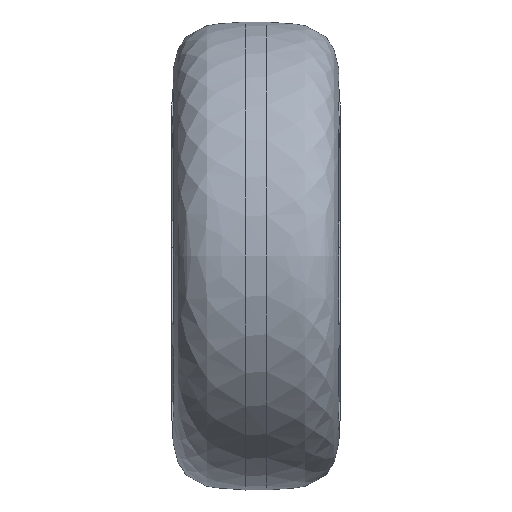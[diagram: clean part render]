
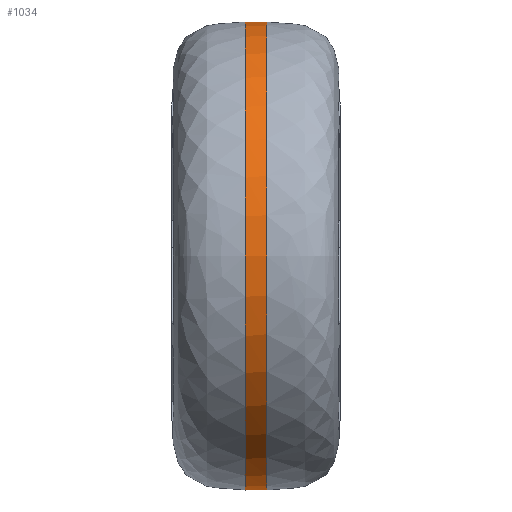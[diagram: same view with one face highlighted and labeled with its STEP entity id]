
A CAD part, front view. The second image highlights one B-rep face of the part: STEP entity #1034.
In plain terms, the highlighted cylindrical face has radius 221.947 mm (diameter 443.895 mm), a full revolution.
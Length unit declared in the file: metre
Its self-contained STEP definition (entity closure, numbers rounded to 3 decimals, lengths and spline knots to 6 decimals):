
#51=CYLINDRICAL_SURFACE('',#1115,0.221947);
#91=B_SPLINE_CURVE_WITH_KNOTS('',3,(#1775,#1776,#1777,#1778,#1779,#1780,
#1781,#1782,#1783,#1784,#1785,#1786,#1787,#1788,#1789,#1790,#1791,#1792,
#1793,#1794,#1795,#1796,#1797,#1798,#1799,#1800,#1801,#1802,#1803,#1804,
#1805,#1806,#1807,#1808,#1809),.UNSPECIFIED.,.T.,.F.,(1,1,1,1,1,1,1,1,1,
1,1,1,1,1,1,1,1,1,1,1,1,1,1,1,1,1,1,1,1,1,1,1,1,1,1,1,1,1,1),(-0.09375,
-0.0625,-0.03125,0.,0.03125,0.0625,0.09375,0.125,0.15625,0.1875,0.21875,
0.25,0.28125,0.3125,0.34375,0.375,0.40625,0.4375,0.46875,0.5,0.53125,0.5625,
0.59375,0.625,0.65625,0.6875,0.71875,0.75,0.78125,0.8125,0.84375,0.875,
0.90625,0.9375,0.96875,1.,1.03125,1.0625,1.09375),.UNSPECIFIED.);
#92=B_SPLINE_CURVE_WITH_KNOTS('',3,(#1811,#1812,#1813,#1814,#1815,#1816,
#1817,#1818,#1819,#1820,#1821,#1822,#1823,#1824,#1825,#1826,#1827,#1828,
#1829,#1830,#1831,#1832,#1833,#1834,#1835,#1836,#1837,#1838,#1839,#1840,
#1841,#1842,#1843,#1844,#1845),.UNSPECIFIED.,.T.,.F.,(1,1,1,1,1,1,1,1,1,
1,1,1,1,1,1,1,1,1,1,1,1,1,1,1,1,1,1,1,1,1,1,1,1,1,1,1,1,1,1),(-0.09375,
-0.0625,-0.03125,0.,0.03125,0.0625,0.09375,0.125,0.15625,0.1875,0.21875,
0.25,0.28125,0.3125,0.34375,0.375,0.40625,0.4375,0.46875,0.5,0.53125,0.5625,
0.59375,0.625,0.65625,0.6875,0.71875,0.75,0.78125,0.8125,0.84375,0.875,
0.90625,0.9375,0.96875,1.,1.03125,1.0625,1.09375),.UNSPECIFIED.);
#355=ORIENTED_EDGE('',*,*,#553,.T.);
#356=ORIENTED_EDGE('',*,*,#554,.T.);
#553=EDGE_CURVE('',#659,#659,#91,.T.);
#554=EDGE_CURVE('',#660,#660,#92,.T.);
#659=VERTEX_POINT('',#1810);
#660=VERTEX_POINT('',#1846);
#896=EDGE_LOOP('',(#355));
#897=EDGE_LOOP('',(#356));
#958=FACE_BOUND('',#896,.T.);
#959=FACE_BOUND('',#897,.T.);
#1034=ADVANCED_FACE('',(#958,#959),#51,.T.);
#1115=AXIS2_PLACEMENT_3D('',#1774,#1337,#1338);
#1337=DIRECTION('',(-1.,0.,0.));
#1338=DIRECTION('',(0.,1.,0.));
#1774=CARTESIAN_POINT('',(0.08,0.279339,-2.296651));
#1775=CARTESIAN_POINT('',(0.009988,0.060253,-2.34023));
#1776=CARTESIAN_POINT('',(0.009988,0.055961,-2.296651));
#1777=CARTESIAN_POINT('',(0.009988,0.060253,-2.253072));
#1778=CARTESIAN_POINT('',(0.009988,0.072965,-2.211168));
#1779=CARTESIAN_POINT('',(0.009988,0.093607,-2.172549));
#1780=CARTESIAN_POINT('',(0.009988,0.121387,-2.138699));
#1781=CARTESIAN_POINT('',(0.009988,0.155237,-2.110919));
#1782=CARTESIAN_POINT('',(0.009988,0.193856,-2.090277));
#1783=CARTESIAN_POINT('',(0.009988,0.23576,-2.077565));
#1784=CARTESIAN_POINT('',(0.009988,0.279339,-2.073273));
#1785=CARTESIAN_POINT('',(0.009988,0.322918,-2.077565));
#1786=CARTESIAN_POINT('',(0.009988,0.364822,-2.090277));
#1787=CARTESIAN_POINT('',(0.009988,0.403441,-2.110919));
#1788=CARTESIAN_POINT('',(0.009988,0.437291,-2.138699));
#1789=CARTESIAN_POINT('',(0.009988,0.465071,-2.172549));
#1790=CARTESIAN_POINT('',(0.009988,0.485714,-2.211168));
#1791=CARTESIAN_POINT('',(0.009988,0.498425,-2.253072));
#1792=CARTESIAN_POINT('',(0.009988,0.502717,-2.296651));
#1793=CARTESIAN_POINT('',(0.009988,0.498425,-2.34023));
#1794=CARTESIAN_POINT('',(0.009988,0.485714,-2.382134));
#1795=CARTESIAN_POINT('',(0.009988,0.465071,-2.420753));
#1796=CARTESIAN_POINT('',(0.009988,0.437291,-2.454603));
#1797=CARTESIAN_POINT('',(0.009988,0.403441,-2.482383));
#1798=CARTESIAN_POINT('',(0.009988,0.364822,-2.503025));
#1799=CARTESIAN_POINT('',(0.009988,0.322918,-2.515737));
#1800=CARTESIAN_POINT('',(0.009988,0.279339,-2.520029));
#1801=CARTESIAN_POINT('',(0.009988,0.23576,-2.515737));
#1802=CARTESIAN_POINT('',(0.009988,0.193856,-2.503025));
#1803=CARTESIAN_POINT('',(0.009988,0.155237,-2.482383));
#1804=CARTESIAN_POINT('',(0.009988,0.121387,-2.454603));
#1805=CARTESIAN_POINT('',(0.009988,0.093607,-2.420753));
#1806=CARTESIAN_POINT('',(0.009988,0.072965,-2.382134));
#1807=CARTESIAN_POINT('',(0.009988,0.060253,-2.34023));
#1808=CARTESIAN_POINT('',(0.009988,0.055961,-2.296651));
#1809=CARTESIAN_POINT('',(0.009988,0.060253,-2.253072));
#1810=CARTESIAN_POINT('',(0.009988,0.057392,-2.296651));
#1811=CARTESIAN_POINT('',(-0.009988,0.060253,-2.253072));
#1812=CARTESIAN_POINT('',(-0.009988,0.055961,-2.296651));
#1813=CARTESIAN_POINT('',(-0.009988,0.060253,-2.34023));
#1814=CARTESIAN_POINT('',(-0.009988,0.072965,-2.382134));
#1815=CARTESIAN_POINT('',(-0.009988,0.093607,-2.420753));
#1816=CARTESIAN_POINT('',(-0.009988,0.121387,-2.454603));
#1817=CARTESIAN_POINT('',(-0.009988,0.155237,-2.482383));
#1818=CARTESIAN_POINT('',(-0.009988,0.193856,-2.503025));
#1819=CARTESIAN_POINT('',(-0.009988,0.23576,-2.515737));
#1820=CARTESIAN_POINT('',(-0.009988,0.279339,-2.520029));
#1821=CARTESIAN_POINT('',(-0.009988,0.322918,-2.515737));
#1822=CARTESIAN_POINT('',(-0.009988,0.364822,-2.503025));
#1823=CARTESIAN_POINT('',(-0.009988,0.403441,-2.482383));
#1824=CARTESIAN_POINT('',(-0.009988,0.437291,-2.454603));
#1825=CARTESIAN_POINT('',(-0.009988,0.465071,-2.420753));
#1826=CARTESIAN_POINT('',(-0.009988,0.485714,-2.382134));
#1827=CARTESIAN_POINT('',(-0.009988,0.498425,-2.34023));
#1828=CARTESIAN_POINT('',(-0.009988,0.502717,-2.296651));
#1829=CARTESIAN_POINT('',(-0.009988,0.498425,-2.253072));
#1830=CARTESIAN_POINT('',(-0.009988,0.485714,-2.211168));
#1831=CARTESIAN_POINT('',(-0.009988,0.465071,-2.172549));
#1832=CARTESIAN_POINT('',(-0.009988,0.437291,-2.138699));
#1833=CARTESIAN_POINT('',(-0.009988,0.403441,-2.110919));
#1834=CARTESIAN_POINT('',(-0.009988,0.364822,-2.090277));
#1835=CARTESIAN_POINT('',(-0.009988,0.322918,-2.077565));
#1836=CARTESIAN_POINT('',(-0.009988,0.279339,-2.073273));
#1837=CARTESIAN_POINT('',(-0.009988,0.23576,-2.077565));
#1838=CARTESIAN_POINT('',(-0.009988,0.193856,-2.090277));
#1839=CARTESIAN_POINT('',(-0.009988,0.155237,-2.110919));
#1840=CARTESIAN_POINT('',(-0.009988,0.121387,-2.138699));
#1841=CARTESIAN_POINT('',(-0.009988,0.093607,-2.172549));
#1842=CARTESIAN_POINT('',(-0.009988,0.072965,-2.211168));
#1843=CARTESIAN_POINT('',(-0.009988,0.060253,-2.253072));
#1844=CARTESIAN_POINT('',(-0.009988,0.055961,-2.296651));
#1845=CARTESIAN_POINT('',(-0.009988,0.060253,-2.34023));
#1846=CARTESIAN_POINT('',(-0.009988,0.057392,-2.296651));
